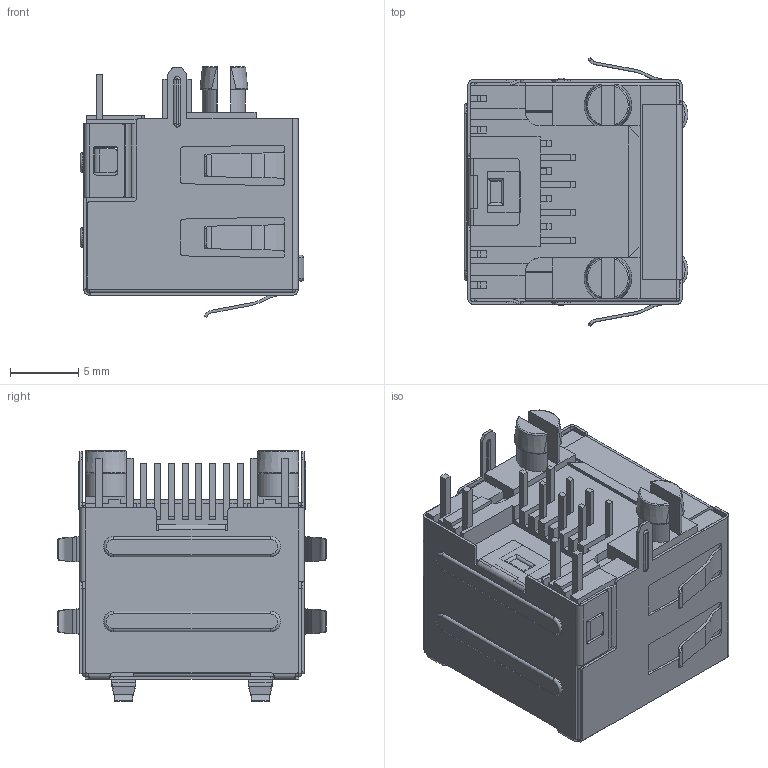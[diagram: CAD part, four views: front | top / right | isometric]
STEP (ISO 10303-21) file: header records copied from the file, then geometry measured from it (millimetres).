
FILE_DESCRIPTION( ( 'Unknown' ), '1' );
FILE_NAME( '615008137421.stp', 'Unknown', ( 'Unknown' ), ( 'Unknown' ), 'PSStep 17.0.49', 'Unknown', ' ' );
FILE_SCHEMA( ( 'AUTOMOTIVE_DESIGN { 1 0 10303 214 1 1 1 1 }' ) );
Length unit declared in the file: millimetre
Products named in the file (9): Assem1; Shielding; Pin_short; Gehäuse; LED_yellow; Halter_Pin; LED_green; Deckel; Pin_long
Assembly tree (14 placements, depth 2):
  Assem1
    Shielding
    Pin_short  x4
    Gehäuse
    LED_yellow
    Halter_Pin
    LED_green
    Deckel
    Pin_long  x4
Bounding box: 16.45 x 19.75 x 18.44 mm (x, y, z)
Volume: 1846.7 mm3; surface area: 5605.8 mm2
Topology: 14 solids, 14 shells, 1195 faces, 3319 edges, 2136 vertices
Faces by surface type: plane 752, cylinder 393, torus 24, sphere 14, bspline 8, cone 4
Entity records: 43307 total; most frequent: CARTESIAN_POINT 6613, ORIENTED_EDGE 5962, DIRECTION 5767, EDGE_CURVE 2981, LINE 2191, VECTOR 2191, VERTEX_POINT 1922, AXIS2_PLACEMENT_3D 1788
